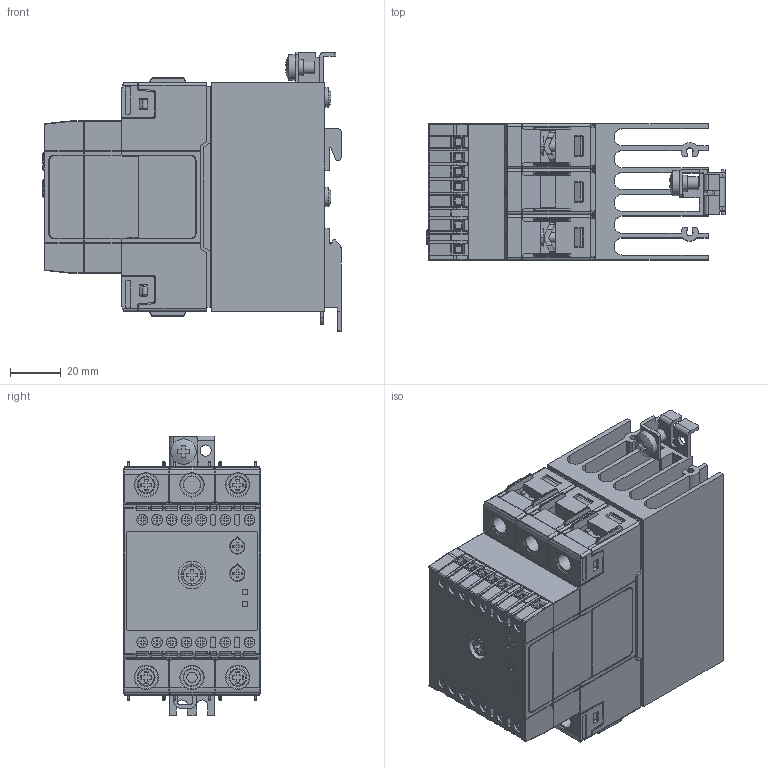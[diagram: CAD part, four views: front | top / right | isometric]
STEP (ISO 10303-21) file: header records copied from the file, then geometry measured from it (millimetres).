
FILE_DESCRIPTION(/* description */ (''),/* implementation_level */ '2;1');
FILE_NAME(/* name */ 'CGI1364-00-3D.stp',/* time_stamp */ '2017-08-07T14:47:25+02:00',/* author */ ('bonpie2'),/* organization */ (''),/* preprocessor_version */ 'ST-DEVELOPER v16.5',/* originating_system */ 'AutoCAD Mechanical',/* authorisation */ '');
FILE_SCHEMA (('AUTOMOTIVE_DESIGN { 1 0 10303 214 3 1 1 }'));
Products named in the file (2): Product; CGI1364-00
Assembly tree (1 placements, depth 2):
  Product
    CGI1364-00
Bounding box: 117.35 x 53.8 x 110 mm (x, y, z)
Volume: 345564.1 mm3; surface area: 107264.8 mm2
Topology: 1 solids, 1 shells, 3066 faces, 8604 edges, 5656 vertices
Faces by surface type: plane 1763, cylinder 934, bspline 224, cone 61, torus 53, sphere 31
Full cylindrical faces by diameter (mm): 4 x8, 4.2 x14, 4.4 x1, 5 x1, 6.2 x1, 7.5 x2, 10 x1, 11 x1
Entity records: 102803 total; most frequent: CARTESIAN_POINT 23312, ORIENTED_EDGE 16886, DIRECTION 16376, EDGE_CURVE 8443, LINE 5756, VECTOR 5756, VERTEX_POINT 5572, AXIS2_PLACEMENT_3D 5310
